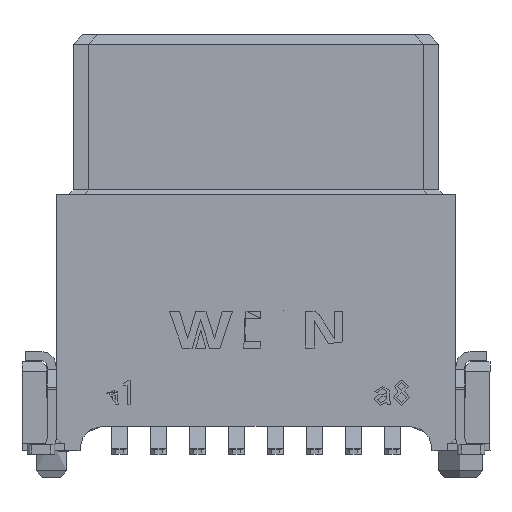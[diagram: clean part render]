
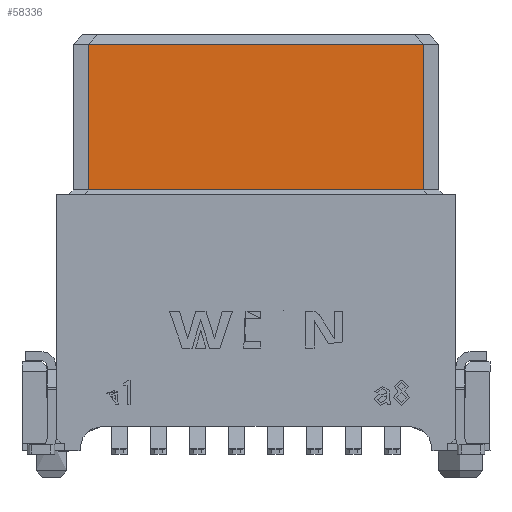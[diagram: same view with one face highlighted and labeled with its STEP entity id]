
A CAD part, front view. The second image highlights one B-rep face of the part: STEP entity #58336.
In plain terms, the highlighted planar face has unit normal (0, -1, 0).
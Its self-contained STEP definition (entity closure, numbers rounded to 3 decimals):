
#107=CARTESIAN_POINT('',(5.455,-1.525,13.25));
#108=VERTEX_POINT('',#107);
#115=CARTESIAN_POINT('',(5.455,-1.525,8.5));
#116=VERTEX_POINT('',#115);
#117=CARTESIAN_POINT('',(5.455,-1.525,13.25));
#118=DIRECTION('',(0.,0.,-1.));
#119=VECTOR('',#118,4.75);
#120=LINE('',#117,#119);
#121=EDGE_CURVE('',#108,#116,#120,.T.);
#58306=CARTESIAN_POINT('',(0.,-1.525,10.875));
#58307=DIRECTION('',(1.,0.,0.));
#58308=DIRECTION('',(0.,-1.,0.));
#58309=AXIS2_PLACEMENT_3D('',#58306,#58308,#58307);
#58310=PLANE('',#58309);
#58311=CARTESIAN_POINT('',(-5.455,-1.525,13.25));
#58312=VERTEX_POINT('',#58311);
#58313=CARTESIAN_POINT('',(-5.455,-1.525,8.5));
#58314=VERTEX_POINT('',#58313);
#58315=CARTESIAN_POINT('',(-5.455,-1.525,13.25));
#58316=DIRECTION('',(0.,0.,-1.));
#58317=VECTOR('',#58316,4.75);
#58318=LINE('',#58315,#58317);
#58319=EDGE_CURVE('',#58312,#58314,#58318,.T.);
#58320=ORIENTED_EDGE('',*,*,#58319,.T.);
#58321=CARTESIAN_POINT('',(-5.455,-1.525,8.5));
#58322=DIRECTION('',(1.,0.,0.));
#58323=VECTOR('',#58322,10.91);
#58324=LINE('',#58321,#58323);
#58325=EDGE_CURVE('',#58314,#116,#58324,.T.);
#58326=ORIENTED_EDGE('',*,*,#58325,.T.);
#58327=ORIENTED_EDGE('',*,*,#121,.F.);
#58328=CARTESIAN_POINT('',(5.455,-1.525,13.25));
#58329=DIRECTION('',(-1.,0.,0.));
#58330=VECTOR('',#58329,10.91);
#58331=LINE('',#58328,#58330);
#58332=EDGE_CURVE('',#108,#58312,#58331,.T.);
#58333=ORIENTED_EDGE('',*,*,#58332,.T.);
#58334=EDGE_LOOP('',(#58320,#58326,#58327,#58333));
#58335=FACE_OUTER_BOUND('',#58334,.T.);
#58336=ADVANCED_FACE('',(#58335),#58310,.T.);
